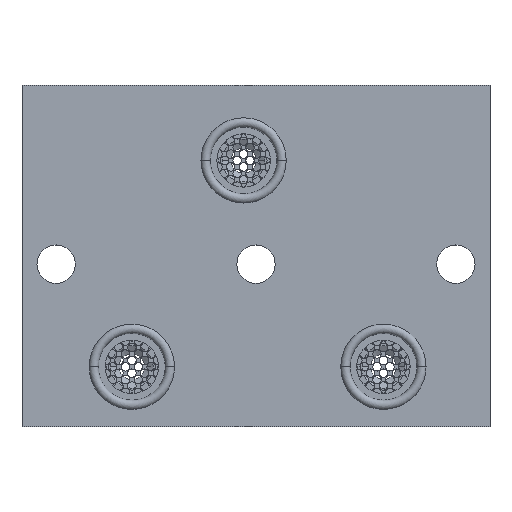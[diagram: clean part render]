
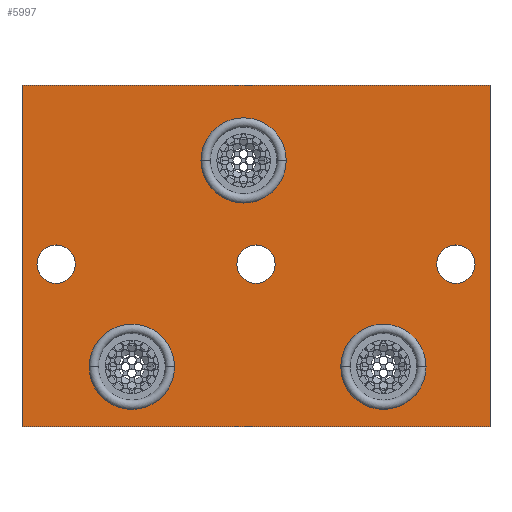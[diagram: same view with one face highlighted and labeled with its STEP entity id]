
A CAD part, top view. The second image highlights one B-rep face of the part: STEP entity #5997.
In plain terms, the highlighted planar face has unit normal (0, 0, 1).
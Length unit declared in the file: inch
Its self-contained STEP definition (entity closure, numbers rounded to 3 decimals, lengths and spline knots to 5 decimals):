
#704=DIRECTION('',(1.,0.,0.));
#705=VECTOR('',#704,3.43);
#706=CARTESIAN_POINT('',(0.,0.,0.45));
#707=LINE('',#706,#705);
#708=DIRECTION('',(0.,-1.,0.));
#709=VECTOR('',#708,2.5);
#710=CARTESIAN_POINT('',(0.,2.5,0.45));
#711=LINE('',#710,#709);
#712=DIRECTION('',(-1.,0.,0.));
#713=VECTOR('',#712,3.43);
#714=CARTESIAN_POINT('',(3.43,2.5,0.45));
#715=LINE('',#714,#713);
#716=DIRECTION('',(0.,1.,0.));
#717=VECTOR('',#716,2.5);
#718=CARTESIAN_POINT('',(3.43,0.,0.45));
#719=LINE('',#718,#717);
#720=CARTESIAN_POINT('',(3.18,1.19,0.45));
#721=DIRECTION('',(0.,0.,1.));
#722=DIRECTION('',(1.,0.,0.));
#723=AXIS2_PLACEMENT_3D('',#720,#721,#722);
#725=CARTESIAN_POINT('',(3.18,1.19,0.45));
#726=DIRECTION('',(0.,0.,1.));
#727=DIRECTION('',(-1.,0.,0.));
#728=AXIS2_PLACEMENT_3D('',#725,#726,#727);
#730=CARTESIAN_POINT('',(1.715,1.19,0.45));
#731=DIRECTION('',(0.,0.,1.));
#732=DIRECTION('',(1.,0.,0.));
#733=AXIS2_PLACEMENT_3D('',#730,#731,#732);
#735=CARTESIAN_POINT('',(1.715,1.19,0.45));
#736=DIRECTION('',(0.,0.,1.));
#737=DIRECTION('',(-1.,0.,0.));
#738=AXIS2_PLACEMENT_3D('',#735,#736,#737);
#740=CARTESIAN_POINT('',(0.25,1.19,0.45));
#741=DIRECTION('',(0.,0.,1.));
#742=DIRECTION('',(1.,0.,0.));
#743=AXIS2_PLACEMENT_3D('',#740,#741,#742);
#745=CARTESIAN_POINT('',(0.25,1.19,0.45));
#746=DIRECTION('',(0.,0.,1.));
#747=DIRECTION('',(-1.,0.,0.));
#748=AXIS2_PLACEMENT_3D('',#745,#746,#747);
#750=CARTESIAN_POINT('',(1.624,1.95,0.45));
#751=DIRECTION('',(0.,0.,1.));
#752=DIRECTION('',(1.,0.,0.));
#753=AXIS2_PLACEMENT_3D('',#750,#751,#752);
#755=CARTESIAN_POINT('',(1.624,1.95,0.45));
#756=DIRECTION('',(0.,0.,1.));
#757=DIRECTION('',(-1.,0.,0.));
#758=AXIS2_PLACEMENT_3D('',#755,#756,#757);
#760=CARTESIAN_POINT('',(0.805,0.438,0.45));
#761=DIRECTION('',(0.,0.,1.));
#762=DIRECTION('',(1.,0.,0.));
#763=AXIS2_PLACEMENT_3D('',#760,#761,#762);
#765=CARTESIAN_POINT('',(0.805,0.438,0.45));
#766=DIRECTION('',(0.,0.,1.));
#767=DIRECTION('',(-1.,0.,0.));
#768=AXIS2_PLACEMENT_3D('',#765,#766,#767);
#770=CARTESIAN_POINT('',(2.649,0.438,0.45));
#771=DIRECTION('',(0.,0.,1.));
#772=DIRECTION('',(1.,0.,0.));
#773=AXIS2_PLACEMENT_3D('',#770,#771,#772);
#775=CARTESIAN_POINT('',(2.649,0.438,0.45));
#776=DIRECTION('',(0.,0.,1.));
#777=DIRECTION('',(-1.,0.,0.));
#778=AXIS2_PLACEMENT_3D('',#775,#776,#777);
#4251=CARTESIAN_POINT('',(0.,0.,0.45));
#4252=CARTESIAN_POINT('',(3.43,0.,0.45));
#4253=VERTEX_POINT('',#4251);
#4254=VERTEX_POINT('',#4252);
#4255=CARTESIAN_POINT('',(3.43,2.5,0.45));
#4256=VERTEX_POINT('',#4255);
#4257=CARTESIAN_POINT('',(0.,2.5,0.45));
#4258=VERTEX_POINT('',#4257);
#4283=CARTESIAN_POINT('',(3.3205,1.19,0.45));
#4284=CARTESIAN_POINT('',(3.0395,1.19,0.45));
#4285=VERTEX_POINT('',#4283);
#4286=VERTEX_POINT('',#4284);
#4287=CARTESIAN_POINT('',(1.8555,1.19,0.45));
#4288=CARTESIAN_POINT('',(1.5745,1.19,0.45));
#4289=VERTEX_POINT('',#4287);
#4290=VERTEX_POINT('',#4288);
#4291=CARTESIAN_POINT('',(0.3905,1.19,0.45));
#4292=CARTESIAN_POINT('',(0.1095,1.19,0.45));
#4293=VERTEX_POINT('',#4291);
#4294=VERTEX_POINT('',#4292);
#4307=CARTESIAN_POINT('',(1.9365,1.95,0.45));
#4308=CARTESIAN_POINT('',(1.3115,1.95,0.45));
#4309=VERTEX_POINT('',#4307);
#4310=VERTEX_POINT('',#4308);
#4311=CARTESIAN_POINT('',(1.1175,0.438,0.45));
#4312=CARTESIAN_POINT('',(0.4925,0.438,0.45));
#4313=VERTEX_POINT('',#4311);
#4314=VERTEX_POINT('',#4312);
#4315=CARTESIAN_POINT('',(2.9615,0.438,0.45));
#4316=CARTESIAN_POINT('',(2.3365,0.438,0.45));
#4317=VERTEX_POINT('',#4315);
#4318=VERTEX_POINT('',#4316);
#5948=CARTESIAN_POINT('',(0.,0.,0.45));
#5949=DIRECTION('',(0.,0.,1.));
#5950=DIRECTION('',(1.,0.,0.));
#5951=AXIS2_PLACEMENT_3D('',#5948,#5949,#5950);
#5952=PLANE('',#5951);
#5954=ORIENTED_EDGE('',*,*,#5953,.F.);
#5956=ORIENTED_EDGE('',*,*,#5955,.F.);
#5958=ORIENTED_EDGE('',*,*,#5957,.F.);
#5960=ORIENTED_EDGE('',*,*,#5959,.F.);
#5961=EDGE_LOOP('',(#5954,#5956,#5958,#5960));
#5962=FACE_OUTER_BOUND('',#5961,.F.);
#5964=ORIENTED_EDGE('',*,*,#5963,.T.);
#5966=ORIENTED_EDGE('',*,*,#5965,.T.);
#5967=EDGE_LOOP('',(#5964,#5966));
#5968=FACE_BOUND('',#5967,.F.);
#5970=ORIENTED_EDGE('',*,*,#5969,.T.);
#5972=ORIENTED_EDGE('',*,*,#5971,.T.);
#5973=EDGE_LOOP('',(#5970,#5972));
#5974=FACE_BOUND('',#5973,.F.);
#5976=ORIENTED_EDGE('',*,*,#5975,.T.);
#5978=ORIENTED_EDGE('',*,*,#5977,.T.);
#5979=EDGE_LOOP('',(#5976,#5978));
#5980=FACE_BOUND('',#5979,.F.);
#5981=ORIENTED_EDGE('',*,*,#5942,.T.);
#5982=ORIENTED_EDGE('',*,*,#5928,.T.);
#5983=EDGE_LOOP('',(#5981,#5982));
#5984=FACE_BOUND('',#5983,.F.);
#5986=ORIENTED_EDGE('',*,*,#5985,.T.);
#5988=ORIENTED_EDGE('',*,*,#5987,.T.);
#5989=EDGE_LOOP('',(#5986,#5988));
#5990=FACE_BOUND('',#5989,.F.);
#5992=ORIENTED_EDGE('',*,*,#5991,.T.);
#5994=ORIENTED_EDGE('',*,*,#5993,.T.);
#5995=EDGE_LOOP('',(#5992,#5994));
#5996=FACE_BOUND('',#5995,.F.);
#724=CIRCLE('',#723,0.1405);
#729=CIRCLE('',#728,0.1405);
#734=CIRCLE('',#733,0.1405);
#739=CIRCLE('',#738,0.1405);
#744=CIRCLE('',#743,0.1405);
#749=CIRCLE('',#748,0.1405);
#754=CIRCLE('',#753,0.3125);
#759=CIRCLE('',#758,0.3125);
#764=CIRCLE('',#763,0.3125);
#769=CIRCLE('',#768,0.3125);
#774=CIRCLE('',#773,0.3125);
#779=CIRCLE('',#778,0.3125);
#5928=EDGE_CURVE('',#4310,#4309,#759,.T.);
#5942=EDGE_CURVE('',#4309,#4310,#754,.T.);
#5953=EDGE_CURVE('',#4253,#4254,#707,.T.);
#5955=EDGE_CURVE('',#4258,#4253,#711,.T.);
#5957=EDGE_CURVE('',#4256,#4258,#715,.T.);
#5959=EDGE_CURVE('',#4254,#4256,#719,.T.);
#5963=EDGE_CURVE('',#4285,#4286,#724,.T.);
#5965=EDGE_CURVE('',#4286,#4285,#729,.T.);
#5969=EDGE_CURVE('',#4289,#4290,#734,.T.);
#5971=EDGE_CURVE('',#4290,#4289,#739,.T.);
#5975=EDGE_CURVE('',#4293,#4294,#744,.T.);
#5977=EDGE_CURVE('',#4294,#4293,#749,.T.);
#5985=EDGE_CURVE('',#4313,#4314,#764,.T.);
#5987=EDGE_CURVE('',#4314,#4313,#769,.T.);
#5991=EDGE_CURVE('',#4317,#4318,#774,.T.);
#5993=EDGE_CURVE('',#4318,#4317,#779,.T.);
#5997=ADVANCED_FACE('',(#5962,#5968,#5974,#5980,#5984,#5990,#5996),#5952,.T.);
